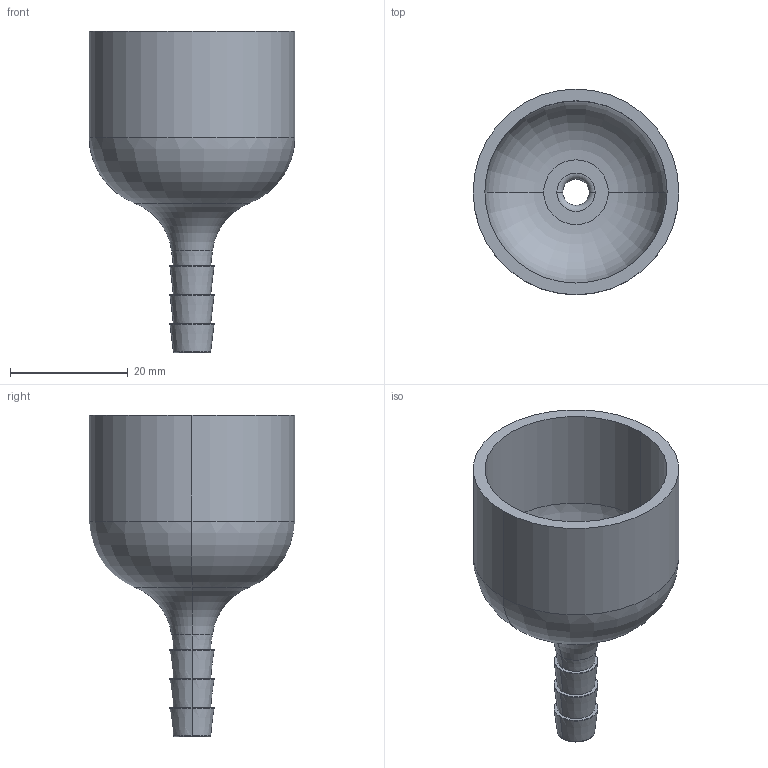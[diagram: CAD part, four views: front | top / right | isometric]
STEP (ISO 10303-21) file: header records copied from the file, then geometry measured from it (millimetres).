
FILE_DESCRIPTION (( 'STEP AP214' ), '1' );
FILE_NAME ('Adapter.STEP', '2025-05-27T08:43:58', ( '' ), ( '' ), 'SwSTEP 2.0', 'SolidWorks 2024', '' );
FILE_SCHEMA (( 'AUTOMOTIVE_DESIGN' ));
Length unit declared in the file: millimetre
Products named in the file (1): Adapter
Bounding box: 35 x 35 x 54.63 mm (x, y, z)
Volume: 7507.1 mm3; surface area: 7734.2 mm2
Topology: 1 solids, 1 shells, 36 faces, 72 edges, 42 vertices
Faces by surface type: cylinder 12, torus 8, cone 8, plane 6, bspline 2
Entity records: 1013 total; most frequent: CARTESIAN_POINT 207, DIRECTION 190, ORIENTED_EDGE 144, AXIS2_PLACEMENT_3D 85, EDGE_CURVE 72, CIRCLE 50, EDGE_LOOP 42, VERTEX_POINT 42
